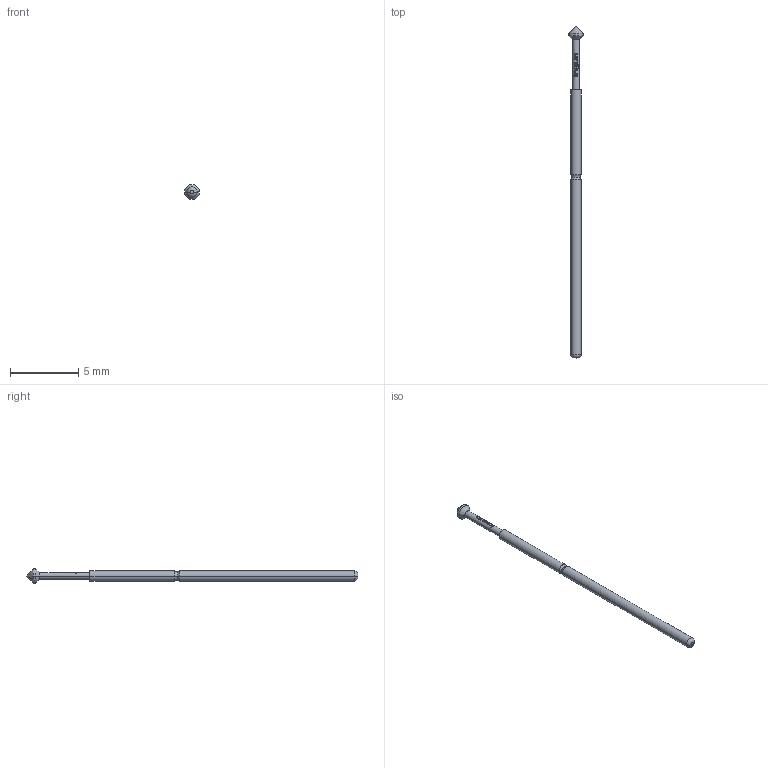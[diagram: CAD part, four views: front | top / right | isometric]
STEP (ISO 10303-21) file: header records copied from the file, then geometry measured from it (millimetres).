
FILE_DESCRIPTION (( 'STEP AP203' ), '1' );
FILE_NAME ('INGUN_GKS-051_308_110_A_xx00_E1F_K1.STEP', '2021-09-21T07:16:46', ( 'ochi' ), ( '' ), 'SwSTEP 2.0', 'SolidWorks 2018', '' );
FILE_SCHEMA (( 'CONFIG_CONTROL_DESIGN' ));
Length unit declared in the file: millimetre
Products named in the file (1): INGUN_GKS-051_308_110_A_xx00_E1F_K1
Bounding box: 1.1 x 24.4 x 1.1 mm (x, y, z)
Volume: 9.9 mm3; surface area: 55.7 mm2
Topology: 1 solids, 1 shells, 78 faces, 202 edges, 131 vertices
Faces by surface type: plane 32, bspline 22, cylinder 14, torus 6, cone 4
Entity records: 3977 total; most frequent: CARTESIAN_POINT 2366, ORIENTED_EDGE 400, EDGE_CURVE 200, DIRECTION 178, B_SPLINE_CURVE_WITH_KNOTS 162, VERTEX_POINT 131, EDGE_LOOP 85, AXIS2_PLACEMENT_3D 83
